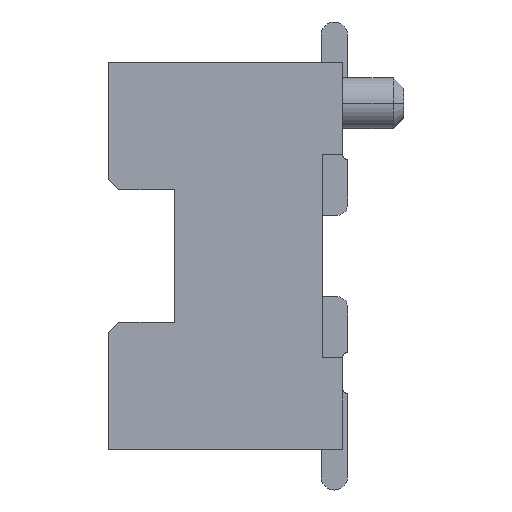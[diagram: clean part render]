
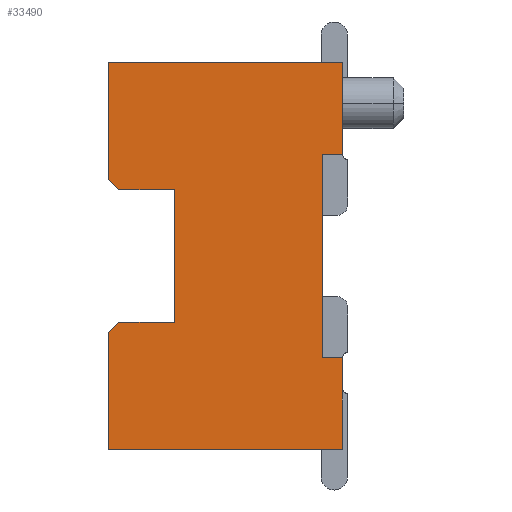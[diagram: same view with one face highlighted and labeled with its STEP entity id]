
A CAD part, left-side view. The second image highlights one B-rep face of the part: STEP entity #33490.
In plain terms, the highlighted planar face has unit normal (-1, 0, 0).
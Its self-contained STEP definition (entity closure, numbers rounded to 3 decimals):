
#9=DIRECTION('',(0.,0.,1.));
#10=VECTOR('',#9,0.9);
#11=CARTESIAN_POINT('',(-6.1,0.,1.));
#12=LINE('',#11,#10);
#29=DIRECTION('',(0.,0.,1.));
#30=VECTOR('',#29,0.9);
#31=CARTESIAN_POINT('',(-6.1,0.,-1.9));
#32=LINE('',#31,#30);
#97=DIRECTION('',(0.,1.,0.));
#98=VECTOR('',#97,2.3);
#99=CARTESIAN_POINT('',(-6.1,0.,1.9));
#100=LINE('',#99,#98);
#5277=DIRECTION('',(0.,0.,1.));
#5278=VECTOR('',#5277,1.15);
#5279=CARTESIAN_POINT('',(-6.1,2.3,0.75));
#5280=LINE('',#5279,#5278);
#5309=DIRECTION('',(0.,0.,1.));
#5310=VECTOR('',#5309,1.15);
#5311=CARTESIAN_POINT('',(-6.1,2.3,-1.9));
#5312=LINE('',#5311,#5310);
#6089=DIRECTION('',(0.,0.707,-0.707));
#6090=VECTOR('',#6089,0.141);
#6091=CARTESIAN_POINT('',(-6.1,2.2,-0.65));
#6092=LINE('',#6091,#6090);
#6093=DIRECTION('',(0.,-1.,0.));
#6094=VECTOR('',#6093,0.55);
#6095=CARTESIAN_POINT('',(-6.1,2.2,-0.65));
#6096=LINE('',#6095,#6094);
#6097=DIRECTION('',(0.,0.,-1.));
#6098=VECTOR('',#6097,1.3);
#6099=CARTESIAN_POINT('',(-6.1,1.65,0.65));
#6100=LINE('',#6099,#6098);
#6101=DIRECTION('',(0.,-1.,0.));
#6102=VECTOR('',#6101,0.55);
#6103=CARTESIAN_POINT('',(-6.1,2.2,0.65));
#6104=LINE('',#6103,#6102);
#6105=DIRECTION('',(0.,-0.707,-0.707));
#6106=VECTOR('',#6105,0.141);
#6107=CARTESIAN_POINT('',(-6.1,2.3,0.75));
#6108=LINE('',#6107,#6106);
#6109=DIRECTION('',(0.,1.,0.));
#6110=VECTOR('',#6109,0.2);
#6111=CARTESIAN_POINT('',(-6.1,0.,1.));
#6112=LINE('',#6111,#6110);
#6113=DIRECTION('',(0.,0.,1.));
#6114=VECTOR('',#6113,2.);
#6115=CARTESIAN_POINT('',(-6.1,0.2,-1.));
#6116=LINE('',#6115,#6114);
#6117=DIRECTION('',(0.,1.,0.));
#6118=VECTOR('',#6117,0.2);
#6119=CARTESIAN_POINT('',(-6.1,0.,-1.));
#6120=LINE('',#6119,#6118);
#6121=DIRECTION('',(0.,1.,0.));
#6122=VECTOR('',#6121,2.3);
#6123=CARTESIAN_POINT('',(-6.1,0.,-1.9));
#6124=LINE('',#6123,#6122);
#22269=CARTESIAN_POINT('',(-6.1,2.3,1.9));
#22271=VERTEX_POINT('',#22269);
#22274=CARTESIAN_POINT('',(-6.1,2.3,-1.9));
#22276=VERTEX_POINT('',#22274);
#22277=CARTESIAN_POINT('',(-6.1,0.,-1.9));
#22278=VERTEX_POINT('',#22277);
#22279=CARTESIAN_POINT('',(-6.1,0.,1.9));
#22280=VERTEX_POINT('',#22279);
#22313=CARTESIAN_POINT('',(-6.1,0.,1.));
#22314=VERTEX_POINT('',#22313);
#22315=CARTESIAN_POINT('',(-6.1,0.,-1.));
#22317=VERTEX_POINT('',#22315);
#22333=CARTESIAN_POINT('',(-6.1,0.2,-1.));
#22334=CARTESIAN_POINT('',(-6.1,0.2,1.));
#22335=VERTEX_POINT('',#22333);
#22336=VERTEX_POINT('',#22334);
#22381=CARTESIAN_POINT('',(-6.1,1.65,0.65));
#22382=CARTESIAN_POINT('',(-6.1,1.65,-0.65));
#22383=VERTEX_POINT('',#22381);
#22384=VERTEX_POINT('',#22382);
#27197=CARTESIAN_POINT('',(-6.1,2.2,-0.65));
#27198=CARTESIAN_POINT('',(-6.1,2.3,-0.75));
#27199=VERTEX_POINT('',#27197);
#27200=VERTEX_POINT('',#27198);
#27257=CARTESIAN_POINT('',(-6.1,2.3,0.75));
#27258=CARTESIAN_POINT('',(-6.1,2.2,0.65));
#27259=VERTEX_POINT('',#27257);
#27260=VERTEX_POINT('',#27258);
#33465=CARTESIAN_POINT('',(-6.1,0.,-1.9));
#33466=DIRECTION('',(-1.,0.,0.));
#33467=DIRECTION('',(0.,0.,1.));
#33468=AXIS2_PLACEMENT_3D('',#33465,#33466,#33467);
#33469=PLANE('',#33468);
#33470=ORIENTED_EDGE('',*,*,#33456,.F.);
#33471=ORIENTED_EDGE('',*,*,#33432,.T.);
#33472=ORIENTED_EDGE('',*,*,#33312,.F.);
#33474=ORIENTED_EDGE('',*,*,#33473,.F.);
#33476=ORIENTED_EDGE('',*,*,#33475,.F.);
#33477=ORIENTED_EDGE('',*,*,#32498,.T.);
#33478=ORIENTED_EDGE('',*,*,#29299,.F.);
#33479=ORIENTED_EDGE('',*,*,#29206,.F.);
#33481=ORIENTED_EDGE('',*,*,#33480,.T.);
#33482=ORIENTED_EDGE('',*,*,#29762,.F.);
#33484=ORIENTED_EDGE('',*,*,#33483,.F.);
#33485=ORIENTED_EDGE('',*,*,#29230,.F.);
#33486=ORIENTED_EDGE('',*,*,#30707,.T.);
#33487=ORIENTED_EDGE('',*,*,#32522,.T.);
#33488=EDGE_LOOP('',(#33470,#33471,#33472,#33474,#33476,#33477,#33478,#33479,
#33481,#33482,#33484,#33485,#33486,#33487));
#33489=FACE_OUTER_BOUND('',#33488,.F.);
#29206=EDGE_CURVE('',#22314,#22280,#12,.T.);
#29230=EDGE_CURVE('',#22278,#22317,#32,.T.);
#29299=EDGE_CURVE('',#22280,#22271,#100,.T.);
#29762=EDGE_CURVE('',#22335,#22336,#6116,.T.);
#30707=EDGE_CURVE('',#22278,#22276,#6124,.T.);
#32498=EDGE_CURVE('',#27259,#22271,#5280,.T.);
#32522=EDGE_CURVE('',#22276,#27200,#5312,.T.);
#33312=EDGE_CURVE('',#22383,#22384,#6100,.T.);
#33432=EDGE_CURVE('',#27199,#22384,#6096,.T.);
#33456=EDGE_CURVE('',#27199,#27200,#6092,.T.);
#33473=EDGE_CURVE('',#27260,#22383,#6104,.T.);
#33475=EDGE_CURVE('',#27259,#27260,#6108,.T.);
#33480=EDGE_CURVE('',#22314,#22336,#6112,.T.);
#33483=EDGE_CURVE('',#22317,#22335,#6120,.T.);
#33490=ADVANCED_FACE('',(#33489),#33469,.T.);
